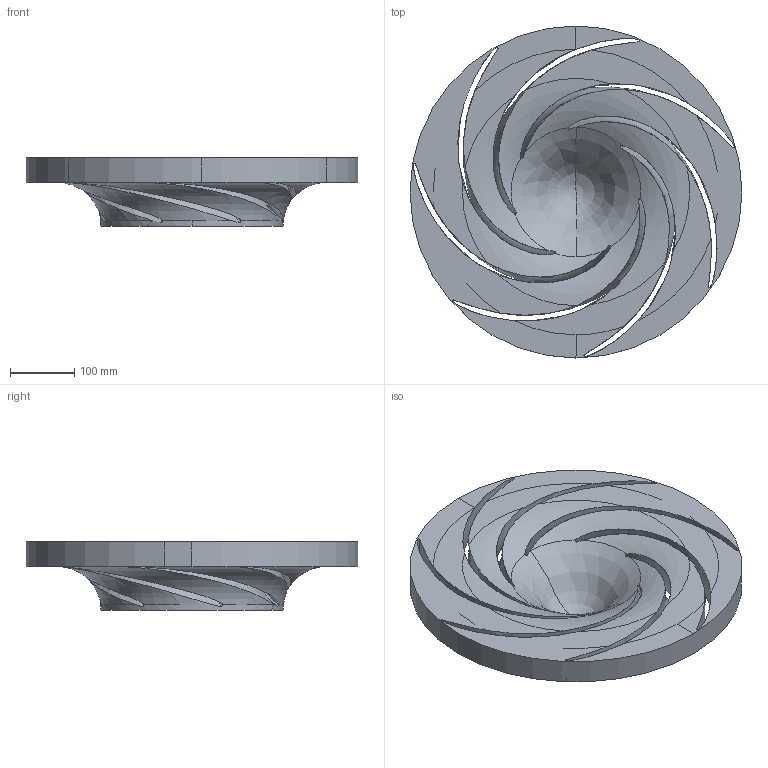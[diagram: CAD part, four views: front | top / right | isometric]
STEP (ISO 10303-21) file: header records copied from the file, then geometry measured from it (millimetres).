
FILE_DESCRIPTION((''),'2;1');
FILE_NAME('IMPELLER-FM','2020-01-12T',('Devin'),(''),'CREO PARAMETRIC BY PTC INC, 2015080','CREO PARAMETRIC BY PTC INC, 2015080','');
FILE_SCHEMA(('CONFIG_CONTROL_DESIGN'));
Length unit declared in the file: millimetre
Products named in the file (1): IMPELLER-FM
Bounding box: 515 x 515 x 106.34 mm (x, y, z)
Volume: 9820527.9 mm3; surface area: 786872.6 mm2
Topology: 1 solids, 1 shells, 109 faces, 456 edges, 333 vertices
Faces by surface type: bspline 70, torus 14, cone 14, revolution 8, cylinder 2, plane 1
Entity records: 33956 total; most frequent: CARTESIAN_POINT 30924, ORIENTED_EDGE 908, EDGE_CURVE 454, B_SPLINE_CURVE_WITH_KNOTS 355, VERTEX_POINT 333, DIRECTION 254, EDGE_LOOP 109, FACE_OUTER_BOUND 109
